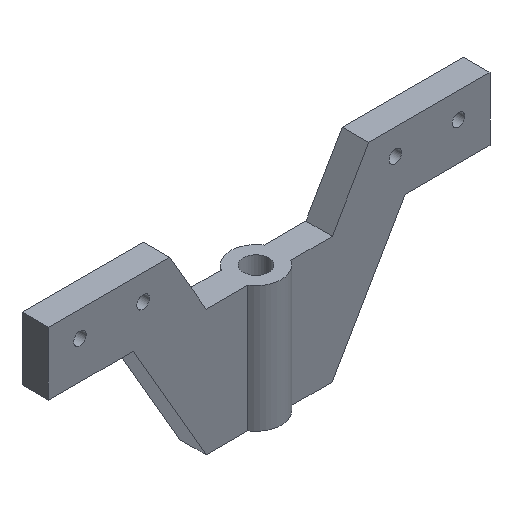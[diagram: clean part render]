
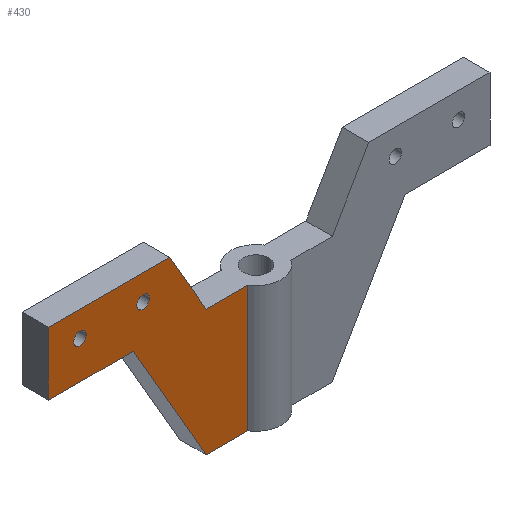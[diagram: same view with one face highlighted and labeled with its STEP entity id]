
A CAD part, isometric view. The second image highlights one B-rep face of the part: STEP entity #430.
In plain terms, the highlighted planar face has unit normal (0, -1, 0).
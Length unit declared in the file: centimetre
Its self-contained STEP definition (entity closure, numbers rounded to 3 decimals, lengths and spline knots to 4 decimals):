
#21=CIRCLE('',#469,0.5);
#22=CIRCLE('',#470,0.5);
#43=ORIENTED_EDGE('',*,*,#159,.F.);
#44=ORIENTED_EDGE('',*,*,#160,.F.);
#45=ORIENTED_EDGE('',*,*,#161,.T.);
#46=ORIENTED_EDGE('',*,*,#162,.T.);
#47=ORIENTED_EDGE('',*,*,#163,.T.);
#48=ORIENTED_EDGE('',*,*,#164,.T.);
#49=ORIENTED_EDGE('',*,*,#165,.F.);
#50=ORIENTED_EDGE('',*,*,#166,.T.);
#51=ORIENTED_EDGE('',*,*,#167,.F.);
#52=ORIENTED_EDGE('',*,*,#168,.F.);
#159=EDGE_CURVE('',#217,#217,#21,.T.);
#160=EDGE_CURVE('',#218,#218,#22,.T.);
#161=EDGE_CURVE('',#219,#220,#257,.T.);
#162=EDGE_CURVE('',#220,#221,#258,.T.);
#163=EDGE_CURVE('',#221,#222,#259,.T.);
#164=EDGE_CURVE('',#222,#223,#260,.T.);
#165=EDGE_CURVE('',#224,#223,#261,.T.);
#166=EDGE_CURVE('',#224,#225,#262,.T.);
#167=EDGE_CURVE('',#226,#225,#263,.T.);
#168=EDGE_CURVE('',#219,#226,#264,.T.);
#217=VERTEX_POINT('',#646);
#218=VERTEX_POINT('',#648);
#219=VERTEX_POINT('',#650);
#220=VERTEX_POINT('',#651);
#221=VERTEX_POINT('',#653);
#222=VERTEX_POINT('',#655);
#223=VERTEX_POINT('',#657);
#224=VERTEX_POINT('',#659);
#225=VERTEX_POINT('',#661);
#226=VERTEX_POINT('',#663);
#257=LINE('',#649,#301);
#258=LINE('',#652,#302);
#259=LINE('',#654,#303);
#260=LINE('',#656,#304);
#261=LINE('',#658,#305);
#262=LINE('',#660,#306);
#263=LINE('',#662,#307);
#264=LINE('',#664,#308);
#301=VECTOR('',#524,100.);
#302=VECTOR('',#525,100.);
#303=VECTOR('',#526,100.);
#304=VECTOR('',#527,100.);
#305=VECTOR('',#528,100.);
#306=VECTOR('',#529,100.);
#307=VECTOR('',#530,100.);
#308=VECTOR('',#531,100.);
#340=EDGE_LOOP('',(#43));
#341=EDGE_LOOP('',(#44));
#342=EDGE_LOOP('',(#45,#46,#47,#48,#49,#50,#51,#52));
#378=FACE_BOUND('',#340,.T.);
#379=FACE_BOUND('',#341,.T.);
#380=FACE_BOUND('',#342,.T.);
#414=PLANE('',#468);
#430=ADVANCED_FACE('',(#378,#379,#380),#414,.F.);
#468=AXIS2_PLACEMENT_3D('',#644,#518,#519);
#469=AXIS2_PLACEMENT_3D('',#645,#520,#521);
#470=AXIS2_PLACEMENT_3D('',#647,#522,#523);
#518=DIRECTION('',(0.,1.,0.));
#519=DIRECTION('',(1.,0.,0.));
#520=DIRECTION('',(0.,-1.,0.));
#521=DIRECTION('',(1.,0.,0.));
#522=DIRECTION('',(0.,-1.,0.));
#523=DIRECTION('',(1.,0.,0.));
#524=DIRECTION('',(1.,0.,0.));
#525=DIRECTION('',(0.,0.,1.));
#526=DIRECTION('',(-1.,0.,0.));
#527=DIRECTION('',(-0.5,0.,0.866));
#528=DIRECTION('',(1.,0.,0.));
#529=DIRECTION('',(0.,0.,-1.));
#530=DIRECTION('',(-1.,0.,0.));
#531=DIRECTION('',(-0.5,0.,0.866));
#644=CARTESIAN_POINT('',(0.,-1.05,2.979));
#645=CARTESIAN_POINT('',(-15.,-1.05,-2.));
#646=CARTESIAN_POINT('',(-14.5,-1.05,-2.));
#647=CARTESIAN_POINT('',(-10.,-1.05,-2.));
#648=CARTESIAN_POINT('',(-9.5,-1.05,-2.));
#649=CARTESIAN_POINT('',(0.,-1.05,-15.));
#650=CARTESIAN_POINT('',(-5.,-1.05,-15.));
#651=CARTESIAN_POINT('',(-1.7022,-1.05,-15.));
#652=CARTESIAN_POINT('',(-1.7022,-1.05,-15.0002));
#653=CARTESIAN_POINT('',(-1.7022,-1.05,-5.));
#654=CARTESIAN_POINT('',(-2.5,-1.05,-5.));
#655=CARTESIAN_POINT('',(-5.,-1.05,-5.));
#656=CARTESIAN_POINT('',(-6.4434,-1.05,-2.5));
#657=CARTESIAN_POINT('',(-7.8868,-1.05,0.));
#658=CARTESIAN_POINT('',(-12.6934,-1.05,0.));
#659=CARTESIAN_POINT('',(-17.5,-1.05,0.));
#660=CARTESIAN_POINT('',(-17.5,-1.05,-2.5));
#661=CARTESIAN_POINT('',(-17.5,-1.05,-5.));
#662=CARTESIAN_POINT('',(-14.1368,-1.05,-5.));
#663=CARTESIAN_POINT('',(-10.7735,-1.05,-5.));
#664=CARTESIAN_POINT('',(-7.8868,-1.05,-10.));
